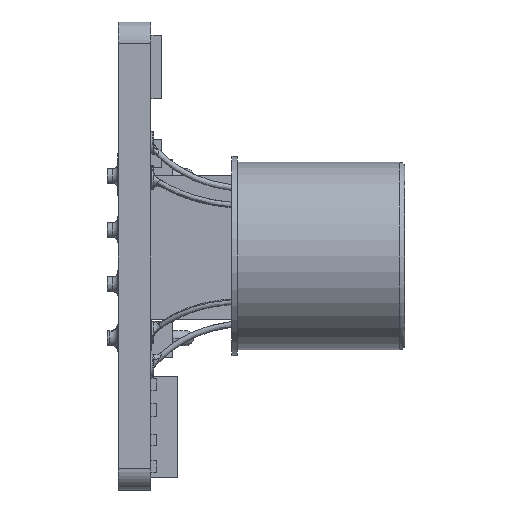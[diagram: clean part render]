
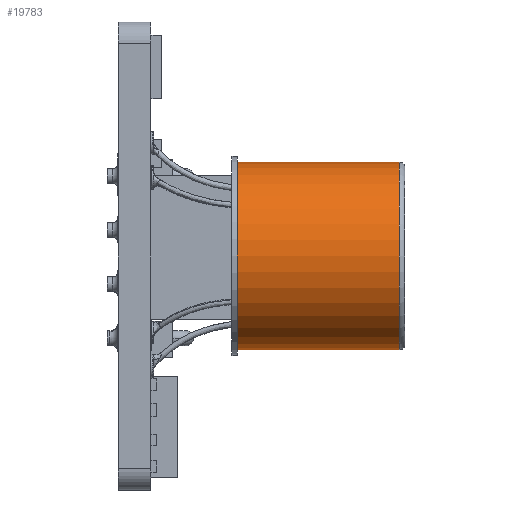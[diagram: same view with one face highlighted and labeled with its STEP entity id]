
A CAD part, left-side view. The second image highlights one B-rep face of the part: STEP entity #19783.
In plain terms, the highlighted cylindrical face has radius 4.412 mm (diameter 8.824 mm), a partial arc.
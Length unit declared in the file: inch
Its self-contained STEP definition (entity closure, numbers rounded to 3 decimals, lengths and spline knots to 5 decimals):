
#1285 = EDGE_LOOP ( 'NONE', ( #10222, #12642, #23953, #28688 ) ) ;
#1406 = CIRCLE ( 'NONE', #26234, 0.17369 ) ;
#1767 = VERTEX_POINT ( 'NONE', #5261 ) ;
#2211 = FACE_OUTER_BOUND ( 'NONE', #1285, .T. ) ;
#2458 = VERTEX_POINT ( 'NONE', #19602 ) ;
#3788 = CARTESIAN_POINT ( 'NONE',  ( -0.34844, -0.16, 0. ) ) ;
#4687 = DIRECTION ( 'NONE',  ( 0., 1., 0. ) ) ;
#4751 = LINE ( 'NONE', #27447, #12108 ) ;
#5261 = CARTESIAN_POINT ( 'NONE',  ( -0.34844, -0.16, -0.17369 ) ) ;
#5583 = AXIS2_PLACEMENT_3D ( 'NONE', #27008, #15887, #11596 ) ;
#7735 = DIRECTION ( 'NONE',  ( 0., 0., -1. ) ) ;
#9207 = CARTESIAN_POINT ( 'NONE',  ( -0.34844, -0.47, -0.17369 ) ) ;
#9416 = CYLINDRICAL_SURFACE ( 'NONE', #5583, 0.17369 ) ;
#10222 = ORIENTED_EDGE ( 'NONE', *, *, #16491, .F. ) ;
#10967 = EDGE_CURVE ( 'NONE', #21981, #25334, #1406, .T. ) ;
#11596 = DIRECTION ( 'NONE',  ( 0., 0., 1. ) ) ;
#12108 = VECTOR ( 'NONE', #20414, 39.37008 ) ;
#12642 = ORIENTED_EDGE ( 'NONE', *, *, #10967, .T. ) ;
#13680 = CIRCLE ( 'NONE', #27768, 0.17369 ) ;
#14770 = VECTOR ( 'NONE', #4687, 39.37008 ) ;
#15887 = DIRECTION ( 'NONE',  ( 0., 1., 0. ) ) ;
#16491 = EDGE_CURVE ( 'NONE', #21981, #1767, #26802, .T. ) ;
#18601 = CARTESIAN_POINT ( 'NONE',  ( -0.34844, -0.46, 0. ) ) ;
#19602 = CARTESIAN_POINT ( 'NONE',  ( -0.34844, -0.16, 0.17369 ) ) ;
#19771 = EDGE_CURVE ( 'NONE', #25334, #2458, #4751, .T. ) ;
#19783 = ADVANCED_FACE ( 'NONE', ( #2211 ), #9416, .T. ) ;
#20414 = DIRECTION ( 'NONE',  ( 0., 1., 0. ) ) ;
#20625 = CARTESIAN_POINT ( 'NONE',  ( -0.34844, -0.46, -0.17369 ) ) ;
#21382 = DIRECTION ( 'NONE',  ( 0., 1., 0. ) ) ;
#21981 = VERTEX_POINT ( 'NONE', #20625 ) ;
#23953 = ORIENTED_EDGE ( 'NONE', *, *, #19771, .T. ) ;
#24557 = CARTESIAN_POINT ( 'NONE',  ( -0.34844, -0.46, 0.17369 ) ) ;
#25334 = VERTEX_POINT ( 'NONE', #24557 ) ;
#25618 = DIRECTION ( 'NONE',  ( 0., 1., 0. ) ) ;
#26234 = AXIS2_PLACEMENT_3D ( 'NONE', #18601, #25618, #7735 ) ;
#26752 = EDGE_CURVE ( 'NONE', #1767, #2458, #13680, .T. ) ;
#26802 = LINE ( 'NONE', #9207, #14770 ) ;
#27008 = CARTESIAN_POINT ( 'NONE',  ( -0.34844, -0.47, 0. ) ) ;
#27447 = CARTESIAN_POINT ( 'NONE',  ( -0.34844, -0.47, 0.17369 ) ) ;
#27768 = AXIS2_PLACEMENT_3D ( 'NONE', #3788, #21382, #27980 ) ;
#27980 = DIRECTION ( 'NONE',  ( 0., 0., 1. ) ) ;
#28688 = ORIENTED_EDGE ( 'NONE', *, *, #26752, .F. ) ;
